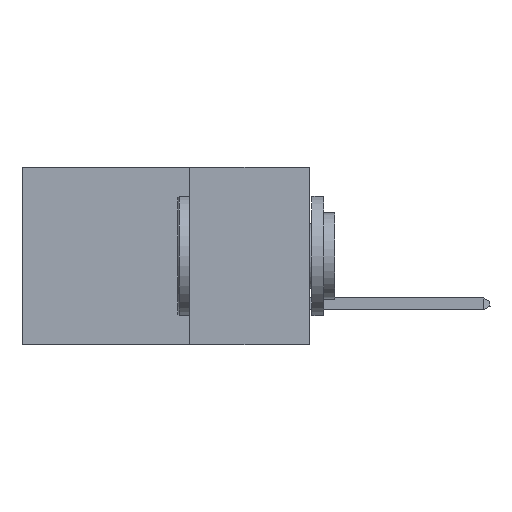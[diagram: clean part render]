
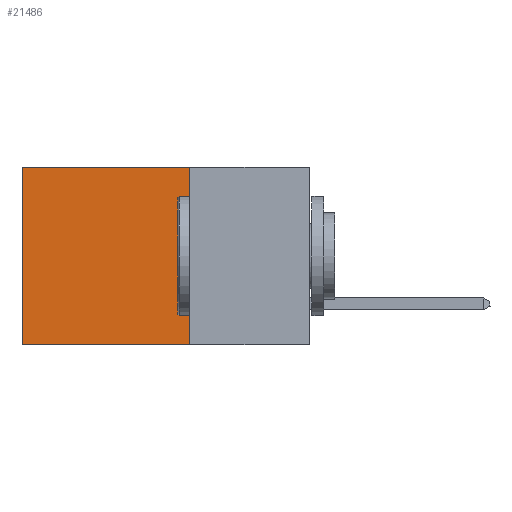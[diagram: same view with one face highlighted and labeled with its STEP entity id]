
A CAD part, left-side view. The second image highlights one B-rep face of the part: STEP entity #21486.
In plain terms, the highlighted planar face has unit normal (-1, 0, 0).
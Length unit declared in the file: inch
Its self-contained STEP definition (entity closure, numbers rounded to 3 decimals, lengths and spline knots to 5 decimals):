
#130 = CARTESIAN_POINT ( 'NONE',  ( 0.2875, 0.25, 0. ) ) ;
#300 = DIRECTION ( 'NONE',  ( 0., 1., 0. ) ) ;
#781 = LINE ( 'NONE', #29143, #41280 ) ;
#3636 = CARTESIAN_POINT ( 'NONE',  ( 0.2875, 0.25, 0. ) ) ;
#5490 = VERTEX_POINT ( 'NONE', #49600 ) ;
#5894 = VECTOR ( 'NONE', #23908, 39.37008 ) ;
#7057 = DIRECTION ( 'NONE',  ( 1., 0., 0. ) ) ;
#9805 = EDGE_CURVE ( 'NONE', #23757, #5490, #37169, .T. ) ;
#11128 = LINE ( 'NONE', #130, #19775 ) ;
#11756 = EDGE_CURVE ( 'NONE', #36967, #5490, #781, .T. ) ;
#12617 = EDGE_LOOP ( 'NONE', ( #30971, #39344, #14329, #29802 ) ) ;
#12728 = CARTESIAN_POINT ( 'NONE',  ( 0.2875, 0.25, 0. ) ) ;
#14328 = VERTEX_POINT ( 'NONE', #43919 ) ;
#14329 = ORIENTED_EDGE ( 'NONE', *, *, #26474, .F. ) ;
#16667 = DIRECTION ( 'NONE',  ( 0., 0., -1. ) ) ;
#18445 = FACE_OUTER_BOUND ( 'NONE', #12617, .T. ) ;
#19775 = VECTOR ( 'NONE', #300, 39.37008 ) ;
#20753 = CARTESIAN_POINT ( 'NONE',  ( 0.2875, 0.6, 0. ) ) ;
#21486 = ADVANCED_FACE ( 'NONE', ( #18445 ), #26816, .F. ) ;
#23757 = VERTEX_POINT ( 'NONE', #20753 ) ;
#23908 = DIRECTION ( 'NONE',  ( 0., 0., -1. ) ) ;
#26474 = EDGE_CURVE ( 'NONE', #14328, #36967, #40264, .T. ) ;
#26816 = PLANE ( 'NONE',  #43879 ) ;
#29143 = CARTESIAN_POINT ( 'NONE',  ( 0.2875, 0.25, -0.37 ) ) ;
#29802 = ORIENTED_EDGE ( 'NONE', *, *, #31305, .T. ) ;
#30583 = DIRECTION ( 'NONE',  ( 0., 0., -1. ) ) ;
#30971 = ORIENTED_EDGE ( 'NONE', *, *, #9805, .T. ) ;
#31305 = EDGE_CURVE ( 'NONE', #14328, #23757, #11128, .T. ) ;
#31852 = CARTESIAN_POINT ( 'NONE',  ( 0.2875, 0.25, -0.37 ) ) ;
#36967 = VERTEX_POINT ( 'NONE', #31852 ) ;
#37169 = LINE ( 'NONE', #39662, #5894 ) ;
#39344 = ORIENTED_EDGE ( 'NONE', *, *, #11756, .F. ) ;
#39662 = CARTESIAN_POINT ( 'NONE',  ( 0.2875, 0.6, 0. ) ) ;
#40264 = LINE ( 'NONE', #12728, #49457 ) ;
#41280 = VECTOR ( 'NONE', #45381, 39.37008 ) ;
#43879 = AXIS2_PLACEMENT_3D ( 'NONE', #3636, #7057, #30583 ) ;
#43919 = CARTESIAN_POINT ( 'NONE',  ( 0.2875, 0.25, 0. ) ) ;
#45381 = DIRECTION ( 'NONE',  ( 0., 1., 0. ) ) ;
#49457 = VECTOR ( 'NONE', #16667, 39.37008 ) ;
#49600 = CARTESIAN_POINT ( 'NONE',  ( 0.2875, 0.6, -0.37 ) ) ;
